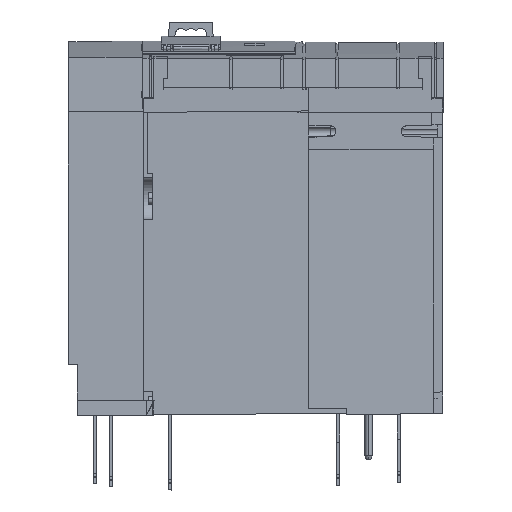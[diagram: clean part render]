
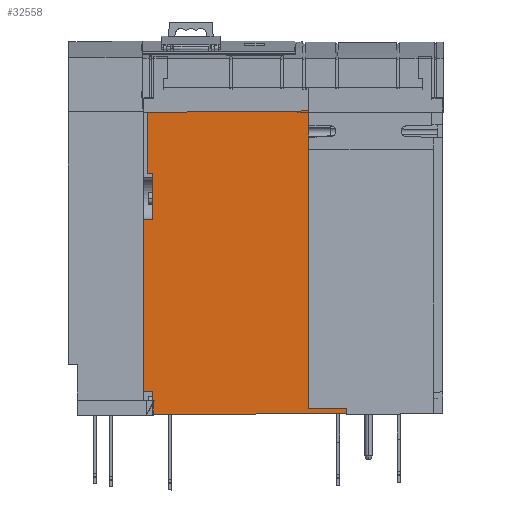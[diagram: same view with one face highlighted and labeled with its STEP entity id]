
A CAD part, left-side view. The second image highlights one B-rep face of the part: STEP entity #32558.
In plain terms, the highlighted planar face has unit normal (-1, 0, 0).
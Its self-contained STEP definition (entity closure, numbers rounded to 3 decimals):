
#21426=DIRECTION('',(0.,0.,1.));
#21427=VECTOR('',#21426,0.1);
#21428=CARTESIAN_POINT('',(-1.61,-4.457,
-0.54));
#21429=LINE('',#21428,#21427);
#21433=DIRECTION('',(0.,-1.,0.));
#21434=VECTOR('',#21433,0.256);
#21435=CARTESIAN_POINT('',(-1.61,-4.457,
-0.44));
#21436=LINE('',#21435,#21434);
#21440=DIRECTION('',(0.,0.,1.));
#21441=VECTOR('',#21440,1.201);
#21442=CARTESIAN_POINT('',(-1.61,-4.713,
-0.44));
#21443=LINE('',#21442,#21441);
#21447=DIRECTION('',(0.,1.,0.));
#21448=VECTOR('',#21447,0.138);
#21449=CARTESIAN_POINT('',(-1.61,-4.713,
0.761));
#21450=LINE('',#21449,#21448);
#21454=DIRECTION('',(-0.001,0.,1.));
#21455=VECTOR('',#21454,0.022);
#21456=CARTESIAN_POINT('',(-1.61,-4.575,
0.761));
#21457=LINE('',#21456,#21455);
#21461=DIRECTION('',(0.,0.,1.));
#21462=VECTOR('',#21461,1.571);
#21463=CARTESIAN_POINT('',(-1.61,-4.575,
0.783));
#21464=LINE('',#21463,#21462);
#21468=DIRECTION('',(0.,-1.,0.));
#21469=VECTOR('',#21468,0.165);
#21470=CARTESIAN_POINT('',(-1.61,-4.575,
2.354));
#21471=LINE('',#21470,#21469);
#21475=DIRECTION('',(0.,-1.,0.009));
#21476=VECTOR('',#21475,4.028);
#21477=CARTESIAN_POINT('',(-1.61,-4.74,
2.354));
#21478=LINE('',#21477,#21476);
#21482=DIRECTION('',(0.,0.,-1.));
#21483=VECTOR('',#21482,7.752);
#21484=CARTESIAN_POINT('',(-1.61,-8.768,
2.39));
#21485=LINE('',#21484,#21483);
#21489=DIRECTION('',(0.,-1.,0.));
#21490=VECTOR('',#21489,0.984);
#21491=CARTESIAN_POINT('',(-1.61,-8.768,
-5.362));
#21492=LINE('',#21491,#21490);
#21496=DIRECTION('',(0.001,0.,-1.));
#21497=VECTOR('',#21496,0.112);
#21498=CARTESIAN_POINT('',(-1.61,-9.752,
-5.362));
#21499=LINE('',#21498,#21497);
#21503=DIRECTION('',(0.,1.,-0.009));
#21504=VECTOR('',#21503,4.941);
#21505=CARTESIAN_POINT('',(-1.61,-9.752,
-5.475));
#21506=LINE('',#21505,#21504);
#21510=CARTESIAN_POINT('',(-1.61,-4.811,
-5.519));
#21511=CARTESIAN_POINT('',(-1.61,-4.778,
-5.519));
#21512=CARTESIAN_POINT('',(-1.61,-4.746,
-5.519));
#21513=CARTESIAN_POINT('',(-1.61,-4.713,
-5.519));
#21518=DIRECTION('',(0.,0.,1.));
#21519=VECTOR('',#21518,0.608);
#21520=CARTESIAN_POINT('',(-1.61,-4.713,
-5.519));
#21521=LINE('',#21520,#21519);
#21525=DIRECTION('',(0.,1.,0.009));
#21526=VECTOR('',#21525,0.256);
#21527=CARTESIAN_POINT('',(-1.61,-4.713,
-4.912));
#21528=LINE('',#21527,#21526);
#21532=DIRECTION('',(0.,0.,1.));
#21533=VECTOR('',#21532,4.37);
#21534=CARTESIAN_POINT('',(-1.61,-4.457,
-4.909));
#21535=LINE('',#21534,#21533);
#27723=CARTESIAN_POINT('',(-1.61,-8.768,
2.39));
#27725=VERTEX_POINT('',#27723);
#27737=CARTESIAN_POINT('',(-1.61,-4.457,
-0.54));
#27738=CARTESIAN_POINT('',(-1.61,-4.457,
-0.44));
#27739=VERTEX_POINT('',#27737);
#27740=VERTEX_POINT('',#27738);
#27741=CARTESIAN_POINT('',(-1.61,-4.713,
-0.44));
#27742=CARTESIAN_POINT('',(-1.61,-4.713,
0.761));
#27743=VERTEX_POINT('',#27741);
#27744=VERTEX_POINT('',#27742);
#27745=CARTESIAN_POINT('',(-1.61,-4.575,
0.761));
#27746=CARTESIAN_POINT('',(-1.61,-4.575,
0.783));
#27747=VERTEX_POINT('',#27745);
#27748=VERTEX_POINT('',#27746);
#27749=CARTESIAN_POINT('',(-1.61,-8.768,
-5.362));
#27750=VERTEX_POINT('',#27749);
#27751=CARTESIAN_POINT('',(-1.61,-9.752,
-5.362));
#27752=VERTEX_POINT('',#27751);
#27753=CARTESIAN_POINT('',(-1.61,-9.752,
-5.475));
#27754=VERTEX_POINT('',#27753);
#27755=CARTESIAN_POINT('',(-1.61,-4.457,
-4.909));
#27756=VERTEX_POINT('',#27755);
#29013=CARTESIAN_POINT('',(-1.61,-4.74,
2.354));
#29014=VERTEX_POINT('',#29013);
#29017=CARTESIAN_POINT('',(-1.61,-4.575,
2.354));
#29018=VERTEX_POINT('',#29017);
#29019=CARTESIAN_POINT('',(-1.61,-4.811,
-5.519));
#29020=VERTEX_POINT('',#29019);
#29021=VERTEX_POINT('',#21513);
#29022=CARTESIAN_POINT('',(-1.61,-4.713,
-4.912));
#29023=VERTEX_POINT('',#29022);
#32520=CARTESIAN_POINT('',(-1.61,0.,
0.));
#32521=DIRECTION('',(-1.,0.,0.));
#32522=DIRECTION('',(0.,-1.,0.));
#32523=AXIS2_PLACEMENT_3D('',#32520,#32521,#32522);
#32524=PLANE('',#32523);
#32526=ORIENTED_EDGE('',*,*,#32525,.T.);
#32528=ORIENTED_EDGE('',*,*,#32527,.T.);
#32530=ORIENTED_EDGE('',*,*,#32529,.T.);
#32532=ORIENTED_EDGE('',*,*,#32531,.T.);
#32534=ORIENTED_EDGE('',*,*,#32533,.T.);
#32536=ORIENTED_EDGE('',*,*,#32535,.T.);
#32538=ORIENTED_EDGE('',*,*,#32537,.T.);
#32539=ORIENTED_EDGE('',*,*,#32448,.T.);
#32541=ORIENTED_EDGE('',*,*,#32540,.T.);
#32543=ORIENTED_EDGE('',*,*,#32542,.T.);
#32545=ORIENTED_EDGE('',*,*,#32544,.T.);
#32547=ORIENTED_EDGE('',*,*,#32546,.T.);
#32549=ORIENTED_EDGE('',*,*,#32548,.T.);
#32551=ORIENTED_EDGE('',*,*,#32550,.T.);
#32553=ORIENTED_EDGE('',*,*,#32552,.T.);
#32555=ORIENTED_EDGE('',*,*,#32554,.T.);
#32556=EDGE_LOOP('',(#32526,#32528,#32530,#32532,#32534,#32536,#32538,#32539,
#32541,#32543,#32545,#32547,#32549,#32551,#32553,#32555));
#32557=FACE_OUTER_BOUND('',#32556,.F.);
#21514=B_SPLINE_CURVE_WITH_KNOTS('',3,(#21510,#21511,#21512,#21513),
.UNSPECIFIED.,.F.,.F.,(4,4),(0.,1.),.UNSPECIFIED.);
#32448=EDGE_CURVE('',#29014,#27725,#21478,.T.);
#32525=EDGE_CURVE('',#27739,#27740,#21429,.T.);
#32527=EDGE_CURVE('',#27740,#27743,#21436,.T.);
#32529=EDGE_CURVE('',#27743,#27744,#21443,.T.);
#32531=EDGE_CURVE('',#27744,#27747,#21450,.T.);
#32533=EDGE_CURVE('',#27747,#27748,#21457,.T.);
#32535=EDGE_CURVE('',#27748,#29018,#21464,.T.);
#32537=EDGE_CURVE('',#29018,#29014,#21471,.T.);
#32540=EDGE_CURVE('',#27725,#27750,#21485,.T.);
#32542=EDGE_CURVE('',#27750,#27752,#21492,.T.);
#32544=EDGE_CURVE('',#27752,#27754,#21499,.T.);
#32546=EDGE_CURVE('',#27754,#29020,#21506,.T.);
#32548=EDGE_CURVE('',#29020,#29021,#21514,.T.);
#32550=EDGE_CURVE('',#29021,#29023,#21521,.T.);
#32552=EDGE_CURVE('',#29023,#27756,#21528,.T.);
#32554=EDGE_CURVE('',#27756,#27739,#21535,.T.);
#32558=ADVANCED_FACE('',(#32557),#32524,.T.);
